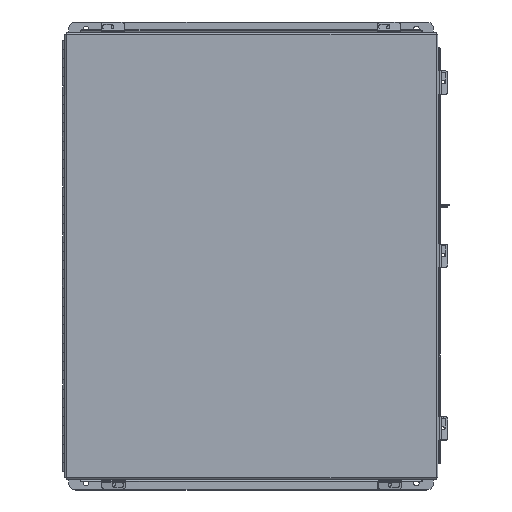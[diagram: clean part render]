
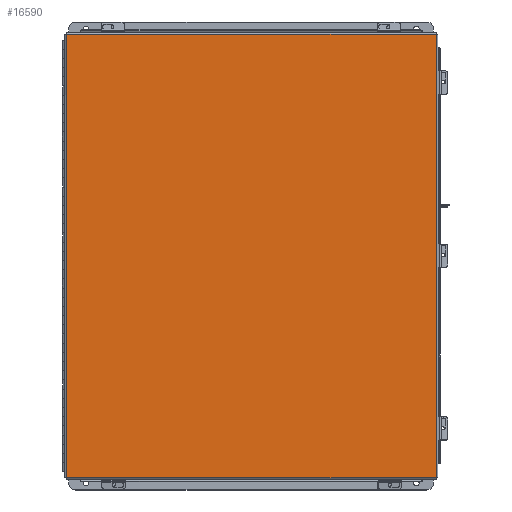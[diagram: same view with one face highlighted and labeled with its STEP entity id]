
A CAD part, top view. The second image highlights one B-rep face of the part: STEP entity #16590.
In plain terms, the highlighted face is planar.
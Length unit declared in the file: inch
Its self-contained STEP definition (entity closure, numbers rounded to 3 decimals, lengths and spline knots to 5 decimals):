
#976 = EDGE_CURVE ( 'NONE', #7718, #8323, #14967, .T. ) ;
#2688 = DIRECTION ( 'NONE',  ( 0., 1., 0. ) ) ;
#3331 = CARTESIAN_POINT ( 'NONE',  ( 10.06855, 12.06855, -0.0747 ) ) ;
#3429 = CARTESIAN_POINT ( 'NONE',  ( -10.07448, 12.06855, -0.0747 ) ) ;
#4692 = CARTESIAN_POINT ( 'NONE',  ( -10.06855, 12.06855, -0.0747 ) ) ;
#5032 = VERTEX_POINT ( 'NONE', #17254 ) ;
#5244 = EDGE_LOOP ( 'NONE', ( #13964, #16030, #17706, #17261 ) ) ;
#5279 = DIRECTION ( 'NONE',  ( 1., 0., 0. ) ) ;
#6289 = DIRECTION ( 'NONE',  ( 0., 0., -1. ) ) ;
#6853 = AXIS2_PLACEMENT_3D ( 'NONE', #13645, #6289, #19259 ) ;
#7460 = DIRECTION ( 'NONE',  ( -1., 0., 0. ) ) ;
#7718 = VERTEX_POINT ( 'NONE', #3331 ) ;
#8323 = VERTEX_POINT ( 'NONE', #21848 ) ;
#9465 = VECTOR ( 'NONE', #22108, 39.37008 ) ;
#11326 = CARTESIAN_POINT ( 'NONE',  ( -10.06855, -12.07448, -0.0747 ) ) ;
#11667 = EDGE_CURVE ( 'NONE', #18864, #7718, #12777, .T. ) ;
#12777 = LINE ( 'NONE', #3429, #17140 ) ;
#13645 = CARTESIAN_POINT ( 'NONE',  ( 0., 0., -0.0747 ) ) ;
#13964 = ORIENTED_EDGE ( 'NONE', *, *, #11667, .T. ) ;
#14137 = VECTOR ( 'NONE', #7460, 39.37008 ) ;
#14967 = LINE ( 'NONE', #22183, #9465 ) ;
#16030 = ORIENTED_EDGE ( 'NONE', *, *, #976, .T. ) ;
#16590 = ADVANCED_FACE ( 'NONE', ( #23964 ), #17392, .T. ) ;
#17140 = VECTOR ( 'NONE', #5279, 39.37008 ) ;
#17254 = CARTESIAN_POINT ( 'NONE',  ( -10.06855, -12.06855, -0.0747 ) ) ;
#17261 = ORIENTED_EDGE ( 'NONE', *, *, #19816, .T. ) ;
#17392 = PLANE ( 'NONE',  #6853 ) ;
#17589 = VECTOR ( 'NONE', #2688, 39.37008 ) ;
#17706 = ORIENTED_EDGE ( 'NONE', *, *, #19176, .T. ) ;
#18758 = LINE ( 'NONE', #11326, #17589 ) ;
#18864 = VERTEX_POINT ( 'NONE', #4692 ) ;
#19176 = EDGE_CURVE ( 'NONE', #8323, #5032, #21722, .T. ) ;
#19259 = DIRECTION ( 'NONE',  ( -1., 0., 0. ) ) ;
#19816 = EDGE_CURVE ( 'NONE', #5032, #18864, #18758, .T. ) ;
#20542 = CARTESIAN_POINT ( 'NONE',  ( 10.07448, -12.06855, -0.0747 ) ) ;
#21722 = LINE ( 'NONE', #20542, #14137 ) ;
#21848 = CARTESIAN_POINT ( 'NONE',  ( 10.06855, -12.06855, -0.0747 ) ) ;
#22108 = DIRECTION ( 'NONE',  ( 0., -1., 0. ) ) ;
#22183 = CARTESIAN_POINT ( 'NONE',  ( 10.06855, 12.07448, -0.0747 ) ) ;
#23964 = FACE_OUTER_BOUND ( 'NONE', #5244, .T. ) ;
